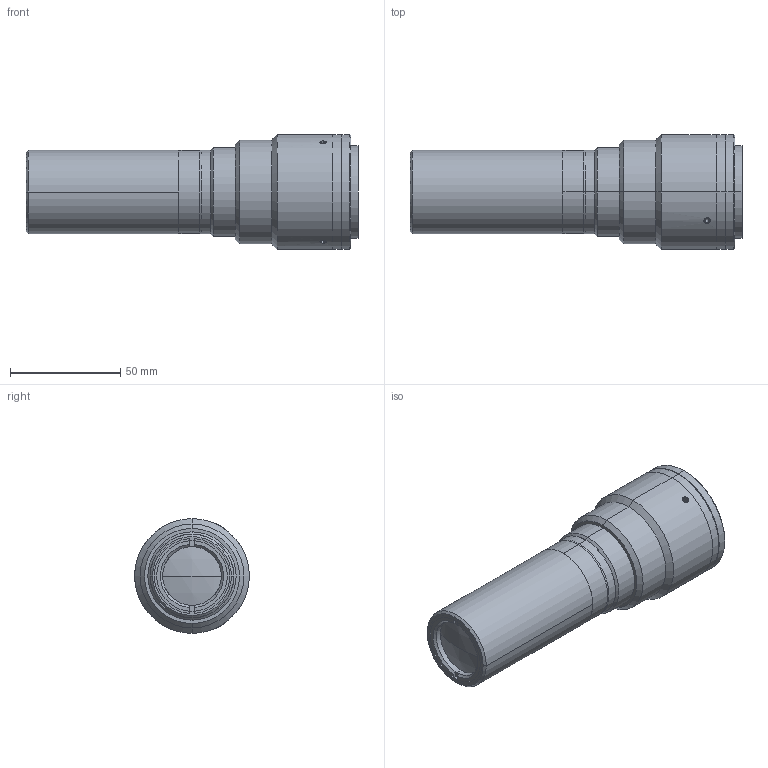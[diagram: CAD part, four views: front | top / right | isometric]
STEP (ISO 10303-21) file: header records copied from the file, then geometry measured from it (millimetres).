
FILE_DESCRIPTION (( 'STEP AP203' ), '1' );
FILE_NAME ('DP71386_TC2MHR016-E.step', '2021-10-01T12:54:09', ( '' ), ( '' ), 'SwSTEP 2.0', 'SolidWorks 2021', '' );
FILE_SCHEMA (( 'CONFIG_CONTROL_DESIGN' ));
Length unit declared in the file: millimetre
Products named in the file (1): DP71386_TC2MHR016-E
Bounding box: 150.26 x 52 x 52 mm (x, y, z)
Surface area: 36313.3 mm2 (no closed solid volume)
Topology: 0 solids, 15 shells, 92 faces, 254 edges, 179 vertices
Faces by surface type: plane 40, cylinder 30, cone 20, sphere 2
Entity records: 3253 total; most frequent: CARTESIAN_POINT 766, DIRECTION 546, ORIENTED_EDGE 408, EDGE_CURVE 254, AXIS2_PLACEMENT_3D 215, VERTEX_POINT 179, CIRCLE 122, EDGE_LOOP 118
